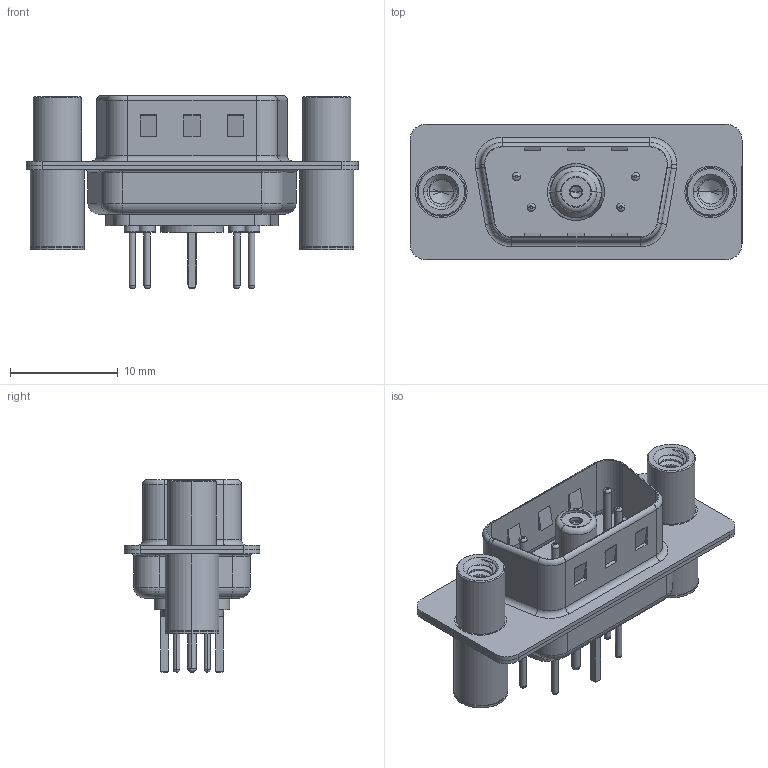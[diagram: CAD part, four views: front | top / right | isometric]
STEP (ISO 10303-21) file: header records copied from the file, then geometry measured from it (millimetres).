
FILE_DESCRIPTION (( 'STEP AP203' ), '1' );
FILE_NAME ('627-5W1-224-7T4.STEP', '2019-05-24T09:13:13', ( '' ), ( '' ), 'SwSTEP 2.0', 'SolidWorks 2016', '' );
FILE_SCHEMA (( 'CONFIG_CONTROL_DESIGN' ));
Length unit declared in the file: millimetre
Products named in the file (13): Insulator Socket 2; Locking Collar; Socket_Str; 627Combo Housing_5W1; Co-Ax Jack Assy_S; 627Combo Shell Rear_09 Contacts; 627Combo Contact Row 1_24; 627Combo Shell Front_09 Contacts; 627Combo Contact Row 2_24; 627Combo Threaded Standoff and Board Spacer_4; 627-5W1-224-7T4; Co-Ax Jack_Straight PC Tail; Insulator Socket
Assembly tree (15 placements, depth 3):
  627-5W1-224-7T4
    627Combo Housing_5W1
    627Combo Shell Rear_09 Contacts
    627Combo Shell Front_09 Contacts
    627Combo Threaded Standoff and Board Spacer_4  x2
    Co-Ax Jack Assy_S
      Co-Ax Jack_Straight PC Tail
      Insulator Socket
      Insulator Socket 2
      Locking Collar
      Socket_Str
    627Combo Contact Row 1_24  x2
    627Combo Contact Row 2_24  x2
Bounding box: 30.8 x 12.6 x 17.9 mm (x, y, z)
Volume: 1618.8 mm3; surface area: 4482.9 mm2
Topology: 14 solids, 14 shells, 649 faces, 1528 edges, 944 vertices
Faces by surface type: cylinder 284, plane 188, torus 122, cone 39, bspline 14, sphere 2
Entity records: 18455 total; most frequent: CARTESIAN_POINT 4903, DIRECTION 2707, ORIENTED_EDGE 2424, EDGE_CURVE 1212, AXIS2_PLACEMENT_3D 1081, VERTEX_POINT 759, EDGE_LOOP 595, CIRCLE 555
